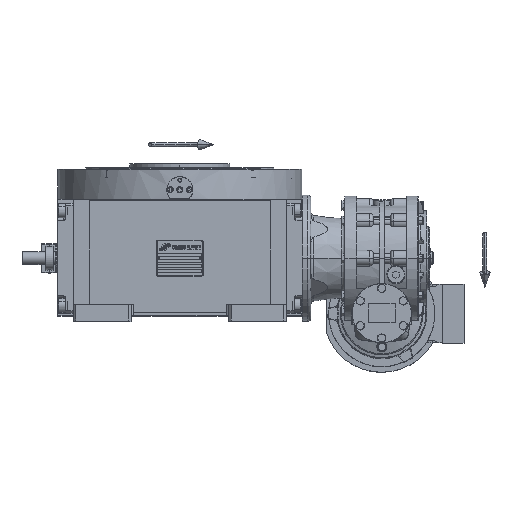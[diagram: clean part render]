
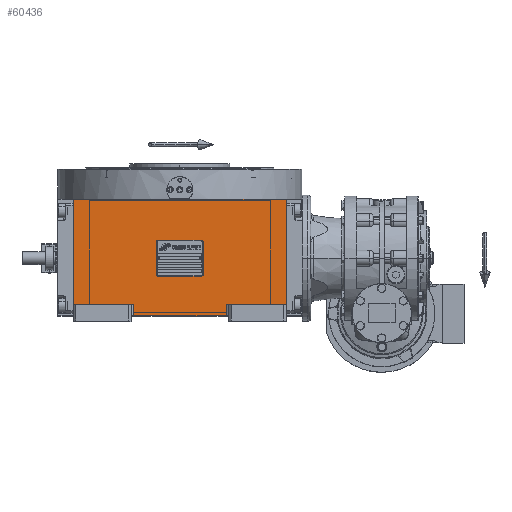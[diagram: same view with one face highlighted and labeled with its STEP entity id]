
A CAD part, top view. The second image highlights one B-rep face of the part: STEP entity #60436.
In plain terms, the highlighted planar face has unit normal (0, 0, 1).
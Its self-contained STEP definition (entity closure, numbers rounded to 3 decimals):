
#182 = DIRECTION ( 'NONE',  ( 0., 1., 0. ) ) ;
#3437 = VERTEX_POINT ( 'NONE', #12581 ) ;
#5397 = DIRECTION ( 'NONE',  ( 0., 0., 1. ) ) ;
#8932 = CARTESIAN_POINT ( 'NONE',  ( 135., -59., 226. ) ) ;
#10160 = CARTESIAN_POINT ( 'NONE',  ( -59., -73., 226. ) ) ;
#10370 = LINE ( 'NONE', #8932, #77602 ) ;
#12581 = CARTESIAN_POINT ( 'NONE',  ( 135., 75., 226. ) ) ;
#15509 = CARTESIAN_POINT ( 'NONE',  ( -59., -73., 226. ) ) ;
#15558 = CARTESIAN_POINT ( 'NONE',  ( -135., -73., 226. ) ) ;
#20408 = CARTESIAN_POINT ( 'NONE',  ( 59., -59., 226. ) ) ;
#26670 = CARTESIAN_POINT ( 'NONE',  ( -135., 75., 226. ) ) ;
#27184 = EDGE_CURVE ( 'NONE', #44634, #3437, #59368, .T. ) ;
#28109 = EDGE_CURVE ( 'NONE', #45132, #59220, #77023, .T. ) ;
#31236 = CARTESIAN_POINT ( 'NONE',  ( -135., 75., 226. ) ) ;
#34457 = VECTOR ( 'NONE', #84415, 1000. ) ;
#35722 = CARTESIAN_POINT ( 'NONE',  ( 59., -59., 226. ) ) ;
#36064 = CARTESIAN_POINT ( 'NONE',  ( -135., -59., 226. ) ) ;
#36412 = EDGE_CURVE ( 'NONE', #127356, #44634, #89192, .T. ) ;
#37392 = FACE_OUTER_BOUND ( 'NONE', #143701, .T. ) ;
#39240 = ORIENTED_EDGE ( 'NONE', *, *, #27184, .F. ) ;
#43096 = EDGE_CURVE ( 'NONE', #127356, #59220, #78429, .T. ) ;
#43893 = CARTESIAN_POINT ( 'NONE',  ( -135., -59., 226. ) ) ;
#44039 = EDGE_CURVE ( 'NONE', #45132, #123130, #72885, .T. ) ;
#44634 = VERTEX_POINT ( 'NONE', #31236 ) ;
#45132 = VERTEX_POINT ( 'NONE', #77219 ) ;
#45218 = VERTEX_POINT ( 'NONE', #35722 ) ;
#45385 = VECTOR ( 'NONE', #142436, 1000. ) ;
#47108 = DIRECTION ( 'NONE',  ( 1., 0., 0. ) ) ;
#56610 = CARTESIAN_POINT ( 'NONE',  ( 59., -73., 226. ) ) ;
#56900 = CARTESIAN_POINT ( 'NONE',  ( 135., -59., 226. ) ) ;
#58339 = VECTOR ( 'NONE', #111703, 1000. ) ;
#59220 = VERTEX_POINT ( 'NONE', #64799 ) ;
#59368 = LINE ( 'NONE', #26670, #105690 ) ;
#59912 = DIRECTION ( 'NONE',  ( 1., 0., 0. ) ) ;
#60436 = ADVANCED_FACE ( 'NONE', ( #37392 ), #115119, .T. ) ;
#62596 = ORIENTED_EDGE ( 'NONE', *, *, #28109, .F. ) ;
#64799 = CARTESIAN_POINT ( 'NONE',  ( -59., -59., 226. ) ) ;
#70779 = ORIENTED_EDGE ( 'NONE', *, *, #36412, .F. ) ;
#72885 = LINE ( 'NONE', #15509, #125720 ) ;
#73111 = AXIS2_PLACEMENT_3D ( 'NONE', #15558, #5397, #59912 ) ;
#74943 = LINE ( 'NONE', #20408, #34457 ) ;
#77023 = LINE ( 'NONE', #10160, #45385 ) ;
#77219 = CARTESIAN_POINT ( 'NONE',  ( -59., -73., 226. ) ) ;
#77602 = VECTOR ( 'NONE', #182, 1000. ) ;
#78429 = LINE ( 'NONE', #81313, #102355 ) ;
#81313 = CARTESIAN_POINT ( 'NONE',  ( -135., -59., 226. ) ) ;
#81421 = LINE ( 'NONE', #122889, #85341 ) ;
#84415 = DIRECTION ( 'NONE',  ( 0., -1., 0. ) ) ;
#85341 = VECTOR ( 'NONE', #123589, 1000. ) ;
#86880 = EDGE_CURVE ( 'NONE', #113472, #3437, #10370, .T. ) ;
#89192 = LINE ( 'NONE', #36064, #58339 ) ;
#90766 = EDGE_CURVE ( 'NONE', #45218, #113472, #81421, .T. ) ;
#99397 = ORIENTED_EDGE ( 'NONE', *, *, #43096, .T. ) ;
#102355 = VECTOR ( 'NONE', #47108, 1000. ) ;
#103697 = DIRECTION ( 'NONE',  ( 1., 0., 0. ) ) ;
#104197 = DIRECTION ( 'NONE',  ( 1., 0., 0. ) ) ;
#105690 = VECTOR ( 'NONE', #103697, 1000. ) ;
#107350 = ORIENTED_EDGE ( 'NONE', *, *, #132439, .F. ) ;
#108661 = ORIENTED_EDGE ( 'NONE', *, *, #90766, .T. ) ;
#111703 = DIRECTION ( 'NONE',  ( 0., 1., 0. ) ) ;
#113472 = VERTEX_POINT ( 'NONE', #56900 ) ;
#115119 = PLANE ( 'NONE',  #73111 ) ;
#122889 = CARTESIAN_POINT ( 'NONE',  ( 59., -59., 226. ) ) ;
#123130 = VERTEX_POINT ( 'NONE', #56610 ) ;
#123589 = DIRECTION ( 'NONE',  ( 1., 0., 0. ) ) ;
#125720 = VECTOR ( 'NONE', #104197, 1000. ) ;
#127356 = VERTEX_POINT ( 'NONE', #43893 ) ;
#128514 = ORIENTED_EDGE ( 'NONE', *, *, #86880, .T. ) ;
#132439 = EDGE_CURVE ( 'NONE', #45218, #123130, #74943, .T. ) ;
#134608 = ORIENTED_EDGE ( 'NONE', *, *, #44039, .T. ) ;
#142436 = DIRECTION ( 'NONE',  ( 0., 1., 0. ) ) ;
#143701 = EDGE_LOOP ( 'NONE', ( #134608, #107350, #108661, #128514, #39240, #70779, #99397, #62596 ) ) ;
